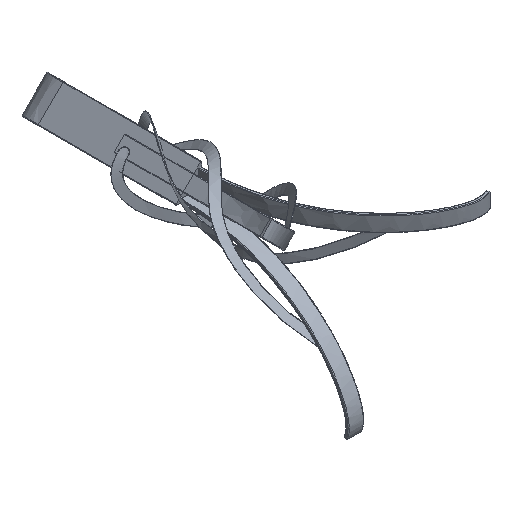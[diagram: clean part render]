
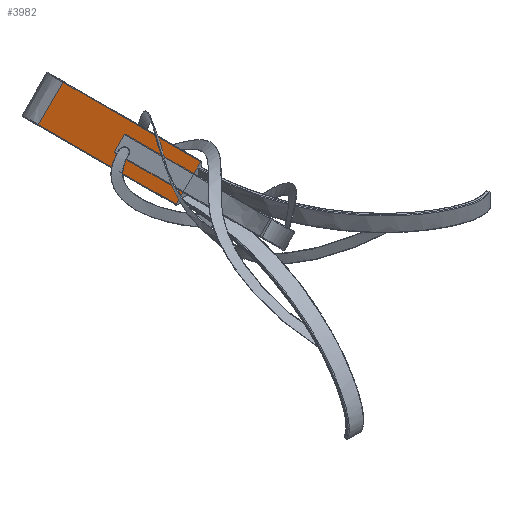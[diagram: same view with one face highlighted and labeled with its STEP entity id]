
A CAD part, isometric view. The second image highlights one B-rep face of the part: STEP entity #3982.
In plain terms, the highlighted face is planar.
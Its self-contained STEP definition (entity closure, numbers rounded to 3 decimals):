
#249 = VECTOR ( 'NONE', #1330, 1000. ) ;
#357 = DIRECTION ( 'NONE',  ( 0.707, 0., 0.707 ) ) ;
#494 = VECTOR ( 'NONE', #4759, 1000. ) ;
#549 = VECTOR ( 'NONE', #4807, 1000. ) ;
#664 = ORIENTED_EDGE ( 'NONE', *, *, #684, .T. ) ;
#684 = EDGE_CURVE ( 'NONE', #4306, #4826, #3361, .T. ) ;
#748 = ORIENTED_EDGE ( 'NONE', *, *, #2214, .T. ) ;
#765 = VECTOR ( 'NONE', #2776, 1000. ) ;
#784 = EDGE_CURVE ( 'NONE', #1194, #4347, #3230, .T. ) ;
#1090 = VERTEX_POINT ( 'NONE', #4562 ) ;
#1137 = DIRECTION ( 'NONE',  ( -0.707, 0., 0.707 ) ) ;
#1140 = LINE ( 'NONE', #4279, #4282 ) ;
#1153 = DIRECTION ( 'NONE',  ( 0., 1., 0. ) ) ;
#1194 = VERTEX_POINT ( 'NONE', #3159 ) ;
#1258 = VECTOR ( 'NONE', #1137, 1000. ) ;
#1329 = VERTEX_POINT ( 'NONE', #4934 ) ;
#1330 = DIRECTION ( 'NONE',  ( -0.707, 0., 0.707 ) ) ;
#1339 = CARTESIAN_POINT ( 'NONE',  ( 27.236, 450., 59.764 ) ) ;
#1388 = EDGE_LOOP ( 'NONE', ( #4072, #748, #3089, #2648, #2901, #664, #2271, #5019 ) ) ;
#1501 = DIRECTION ( 'NONE',  ( 0., 1., 0. ) ) ;
#1547 = CARTESIAN_POINT ( 'NONE',  ( 3.414, 450., 83.586 ) ) ;
#2008 = CARTESIAN_POINT ( 'NONE',  ( 59.763, 0., 27.237 ) ) ;
#2028 = EDGE_CURVE ( 'NONE', #4999, #4306, #1140, .T. ) ;
#2193 = LINE ( 'NONE', #4091, #249 ) ;
#2214 = EDGE_CURVE ( 'NONE', #4347, #1090, #3797, .T. ) ;
#2244 = EDGE_CURVE ( 'NONE', #4826, #1329, #2979, .T. ) ;
#2271 = ORIENTED_EDGE ( 'NONE', *, *, #2244, .T. ) ;
#2379 = CARTESIAN_POINT ( 'NONE',  ( 3.414, 450., 83.586 ) ) ;
#2398 = DIRECTION ( 'NONE',  ( 0., -1., 0. ) ) ;
#2418 = EDGE_CURVE ( 'NONE', #1090, #3953, #3521, .T. ) ;
#2540 = EDGE_CURVE ( 'NONE', #3953, #4999, #2193, .T. ) ;
#2648 = ORIENTED_EDGE ( 'NONE', *, *, #2540, .T. ) ;
#2697 = PLANE ( 'NONE',  #3242 ) ;
#2776 = DIRECTION ( 'NONE',  ( -0.707, 0., 0.707 ) ) ;
#2790 = CARTESIAN_POINT ( 'NONE',  ( 83.586, 450., 3.414 ) ) ;
#2859 = CARTESIAN_POINT ( 'NONE',  ( 3.414, 0., 83.586 ) ) ;
#2901 = ORIENTED_EDGE ( 'NONE', *, *, #2028, .T. ) ;
#2979 = LINE ( 'NONE', #3590, #3675 ) ;
#3074 = CARTESIAN_POINT ( 'NONE',  ( 3.414, 450., 83.586 ) ) ;
#3089 = ORIENTED_EDGE ( 'NONE', *, *, #2418, .T. ) ;
#3108 = DIRECTION ( 'NONE',  ( 0.707, 0., -0.707 ) ) ;
#3159 = CARTESIAN_POINT ( 'NONE',  ( 83.586, 0., 3.414 ) ) ;
#3230 = LINE ( 'NONE', #3916, #4155 ) ;
#3242 = AXIS2_PLACEMENT_3D ( 'NONE', #3504, #357, #3108 ) ;
#3361 = LINE ( 'NONE', #3074, #1258 ) ;
#3504 = CARTESIAN_POINT ( 'NONE',  ( 3.414, 0., 83.586 ) ) ;
#3521 = LINE ( 'NONE', #2008, #494 ) ;
#3590 = CARTESIAN_POINT ( 'NONE',  ( 3.414, 0., 83.586 ) ) ;
#3675 = VECTOR ( 'NONE', #2398, 1000. ) ;
#3699 = LINE ( 'NONE', #2859, #549 ) ;
#3797 = LINE ( 'NONE', #2379, #765 ) ;
#3817 = FACE_OUTER_BOUND ( 'NONE', #1388, .T. ) ;
#3916 = CARTESIAN_POINT ( 'NONE',  ( 83.586, 0., 3.414 ) ) ;
#3953 = VERTEX_POINT ( 'NONE', #5045 ) ;
#3982 = ADVANCED_FACE ( 'NONE', ( #3817 ), #2697, .T. ) ;
#4072 = ORIENTED_EDGE ( 'NONE', *, *, #784, .T. ) ;
#4091 = CARTESIAN_POINT ( 'NONE',  ( 3.414, 225., 83.586 ) ) ;
#4124 = EDGE_CURVE ( 'NONE', #1329, #1194, #3699, .T. ) ;
#4155 = VECTOR ( 'NONE', #1153, 1000. ) ;
#4279 = CARTESIAN_POINT ( 'NONE',  ( 27.236, 0., 59.764 ) ) ;
#4282 = VECTOR ( 'NONE', #1501, 1000. ) ;
#4306 = VERTEX_POINT ( 'NONE', #1339 ) ;
#4347 = VERTEX_POINT ( 'NONE', #2790 ) ;
#4456 = CARTESIAN_POINT ( 'NONE',  ( 27.236, 225., 59.764 ) ) ;
#4562 = CARTESIAN_POINT ( 'NONE',  ( 59.763, 450., 27.237 ) ) ;
#4759 = DIRECTION ( 'NONE',  ( 0., -1., 0. ) ) ;
#4807 = DIRECTION ( 'NONE',  ( 0.707, 0., -0.707 ) ) ;
#4826 = VERTEX_POINT ( 'NONE', #1547 ) ;
#4934 = CARTESIAN_POINT ( 'NONE',  ( 3.414, 0., 83.586 ) ) ;
#4999 = VERTEX_POINT ( 'NONE', #4456 ) ;
#5019 = ORIENTED_EDGE ( 'NONE', *, *, #4124, .T. ) ;
#5045 = CARTESIAN_POINT ( 'NONE',  ( 59.763, 225., 27.237 ) ) ;
